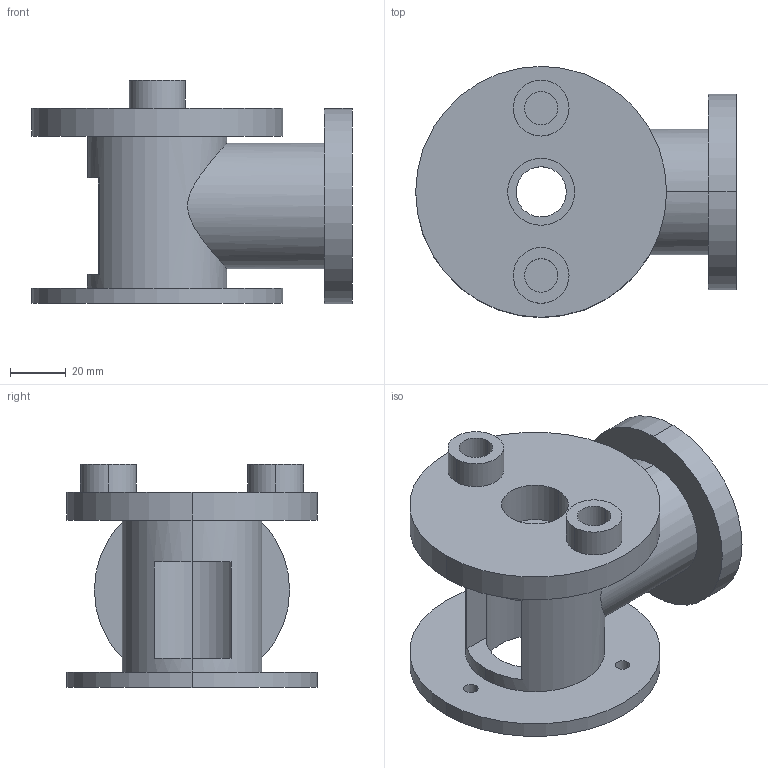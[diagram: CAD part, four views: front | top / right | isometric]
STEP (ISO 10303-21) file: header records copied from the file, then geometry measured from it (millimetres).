
FILE_DESCRIPTION (( 'STEP AP214' ), '1' );
FILE_NAME ('Elementdeimbinare1.STEP', '2023-12-19T22:57:34', ( '' ), ( '' ), 'SwSTEP 2.0', 'SolidWorks 2023', '' );
FILE_SCHEMA (( 'AUTOMOTIVE_DESIGN' ));
Length unit declared in the file: millimetre
Products named in the file (1): Elementdeimbinare1
Bounding box: 115 x 90 x 80.05 mm (x, y, z)
Volume: 242974.6 mm3; surface area: 54750.2 mm2
Topology: 1 solids, 1 shells, 46 faces, 109 edges, 72 vertices
Faces by surface type: cylinder 30, plane 16
Entity records: 1536 total; most frequent: CARTESIAN_POINT 362, DIRECTION 267, ORIENTED_EDGE 218, AXIS2_PLACEMENT_3D 113, EDGE_CURVE 109, VERTEX_POINT 72, CIRCLE 66, EDGE_LOOP 63
